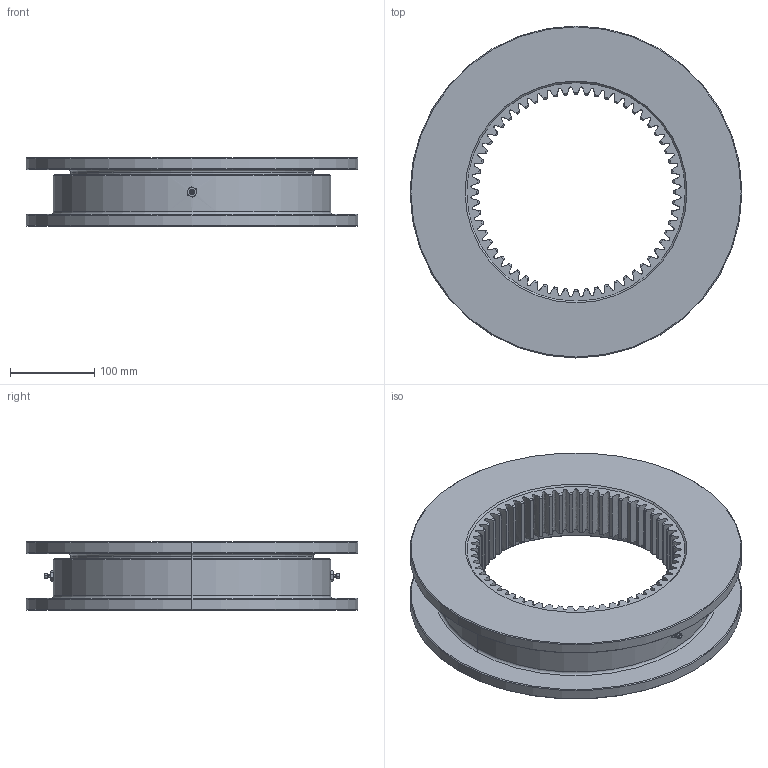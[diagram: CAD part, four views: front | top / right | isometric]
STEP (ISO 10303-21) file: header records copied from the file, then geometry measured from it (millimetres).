
FILE_DESCRIPTION (( 'STEP AP214' ), '1' );
FILE_NAME ('I.400.22.00.A.STEP', '2017-03-20T10:01:41', ( '' ), ( '' ), 'SwSTEP 2.0', 'SolidWorks 2015', '' );
FILE_SCHEMA (( 'AUTOMOTIVE_DESIGN' ));
Length unit declared in the file: millimetre
Products named in the file (5): I.400.22.00.A - OR; I.400.22.00.A - IR; I.400.22.00.A; Grease nipple M10x1mm; Ball D22
Assembly tree (34 placements, depth 2):
  I.400.22.00.A
    I.400.22.00.A - IR
    I.400.22.00.A - OR
    Ball D22  x30
    Grease nipple M10x1mm  x2
Bounding box: 395 x 395 x 81 mm (x, y, z)
Volume: 3755282.9 mm3; surface area: 602263.7 mm2
Topology: 34 solids, 34 shells, 454 faces, 1263 edges, 823 vertices
Faces by surface type: cone 184, cylinder 89, bspline 60, sphere 60, torus 33, plane 28
Entity records: 26527 total; most frequent: CARTESIAN_POINT 17569, ORIENTED_EDGE 1966, DIRECTION 1647, EDGE_CURVE 983, AXIS2_PLACEMENT_3D 731, VERTEX_POINT 633, B_SPLINE_CURVE_WITH_KNOTS 406, CIRCLE 392
